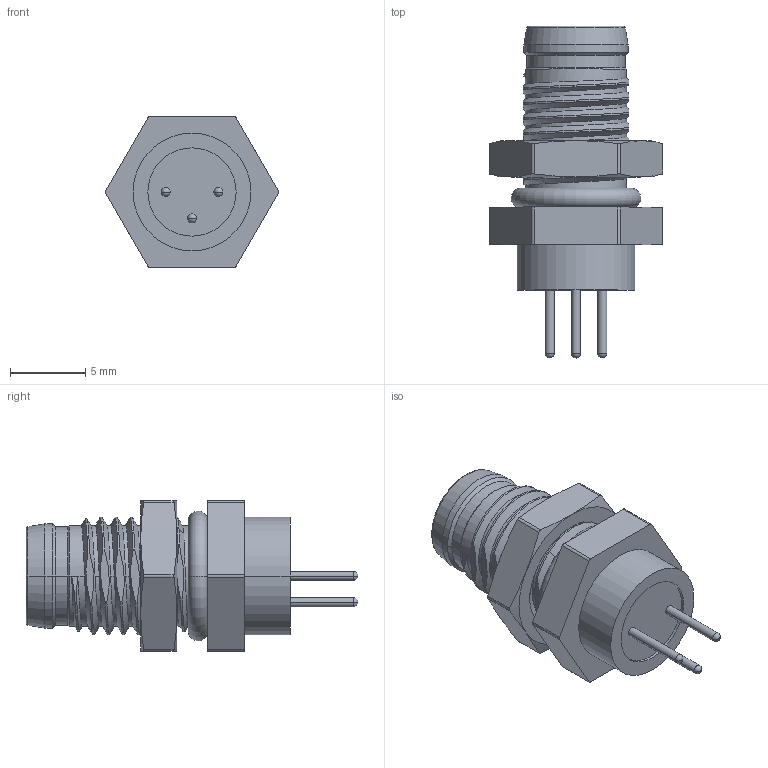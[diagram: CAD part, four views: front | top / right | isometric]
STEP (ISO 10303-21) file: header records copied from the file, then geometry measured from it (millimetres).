
FILE_DESCRIPTION((''),'2;1');
FILE_NAME('M8-M03-BKR-M8-D_SW0002','2017-01-19T',('tc.chen'),(''),'PRO/ENGINEER BY PARAMETRIC TECHNOLOGY CORPORATION, 2012480','PRO/ENGINEER BY PARAMETRIC TECHNOLOGY CORPORATION, 2012480','');
FILE_SCHEMA(('AUTOMOTIVE_DESIGN { 1 0 10303 214 1 1 1 1 }'));
Length unit declared in the file: millimetre
Products named in the file (1): M8-M03-BKR-M8-D_SW0002
Bounding box: 11.49 x 22 x 10 mm (x, y, z)
Volume: 811.4 mm3; surface area: 1363.4 mm2
Topology: 2 solids, 3 shells, 189 faces, 464 edges, 281 vertices
Faces by surface type: cylinder 72, plane 38, bspline 33, cone 30, sphere 12, torus 4
Entity records: 10892 total; most frequent: CARTESIAN_POINT 6358, ORIENTED_EDGE 904, DIRECTION 738, EDGE_CURVE 452, AXIS2_PLACEMENT_3D 291, VERTEX_POINT 281, EDGE_LOOP 205, FACE_OUTER_BOUND 189
